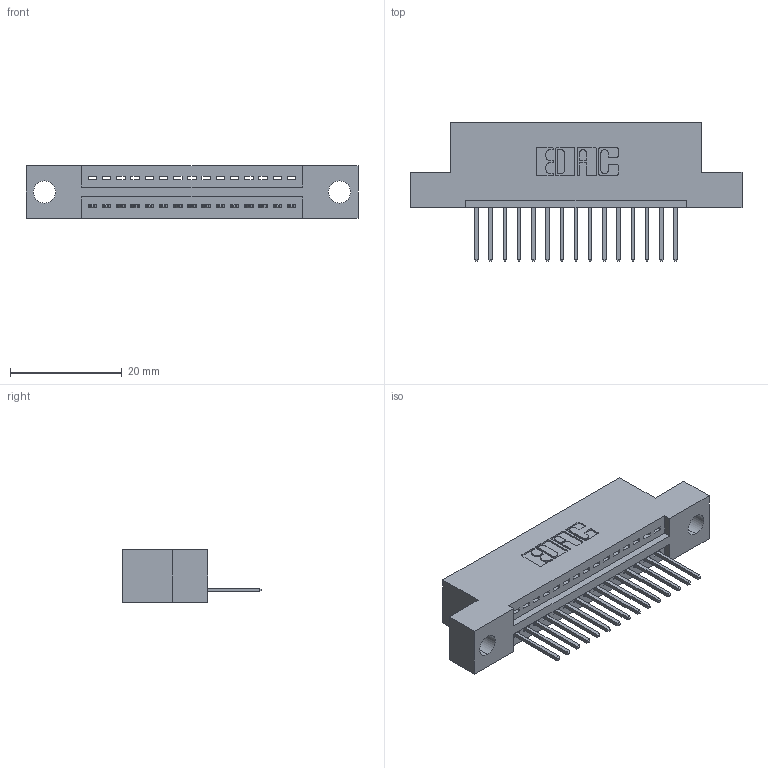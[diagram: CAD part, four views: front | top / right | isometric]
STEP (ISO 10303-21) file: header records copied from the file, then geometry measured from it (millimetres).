
FILE_DESCRIPTION (( 'STEP AP203' ), '1' );
FILE_NAME ('345-015-523-104.STEP', '2018-08-18T19:36:48', ( '' ), ( '' ), 'SwSTEP 2.0', 'SolidWorks 2016', '' );
FILE_SCHEMA (( 'CONFIG_CONTROL_DESIGN' ));
Length unit declared in the file: inch
Products named in the file (3): 345 Part_Flush Mounting Lugs - 0.156 Dia-TH; 345-292-001_345-293-123; 345-015-523-104
Assembly tree (16 placements, depth 2):
  345-015-523-104
    345 Part_Flush Mounting Lugs - 0.156 Dia-TH
    345-292-001_345-293-123  x15
Bounding box: 59.31 x 24.82 x 9.4 mm (x, y, z)
Volume: 5318.4 mm3; surface area: 6525.8 mm2
Topology: 16 solids, 16 shells, 996 faces, 2981 edges, 1966 vertices
Faces by surface type: plane 680, cylinder 316
Entity records: 14945 total; most frequent: CARTESIAN_POINT 2597, ORIENTED_EDGE 2546, DIRECTION 2307, EDGE_CURVE 1273, LINE 1081, VECTOR 1081, VERTEX_POINT 846, AXIS2_PLACEMENT_3D 613
